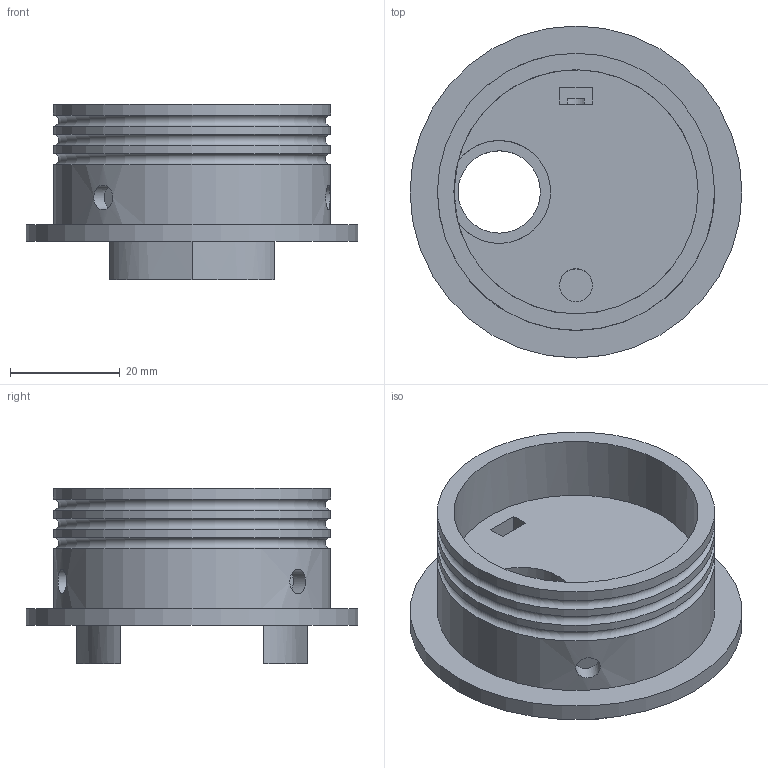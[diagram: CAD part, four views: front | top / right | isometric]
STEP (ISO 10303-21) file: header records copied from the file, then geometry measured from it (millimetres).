
FILE_DESCRIPTION(/* description */ (''),/* implementation_level */ '2;1');
FILE_NAME(/* name */ 'Connector bottom cap v34 (1).step',/* time_stamp */ '2022-03-12T16:38:41-05:00',/* author */ (''),/* organization */ (''),/* preprocessor_version */ 'ST-DEVELOPER v18.1',/* originating_system */ 'Autodesk Translation Framework v10.13.0.1454',/* authorisation */ '');
FILE_SCHEMA (('AUTOMOTIVE_DESIGN { 1 0 10303 214 3 1 1 }'));
Length unit declared in the file: millimetre
Products named in the file (1): (Unsaved)
Bounding box: 60.5 x 60.5 x 32 mm (x, y, z)
Volume: 31240.8 mm3; surface area: 14128.1 mm2
Topology: 1 solids, 1 shells, 43 faces, 97 edges, 65 vertices
Faces by surface type: plane 21, cylinder 15, bspline 4, torus 3
Full cylindrical faces by diameter (mm): 3.5 x1, 4.5 x3, 5 x1, 6 x1, 15 x1, 18.75 x2, 44.5 x1, 50.5 x4, 60.5 x1
Entity records: 1899 total; most frequent: CARTESIAN_POINT 904, ORIENTED_EDGE 194, DIRECTION 193, EDGE_CURVE 97, AXIS2_PLACEMENT_3D 75, VERTEX_POINT 65, EDGE_LOOP 58, LINE 43
